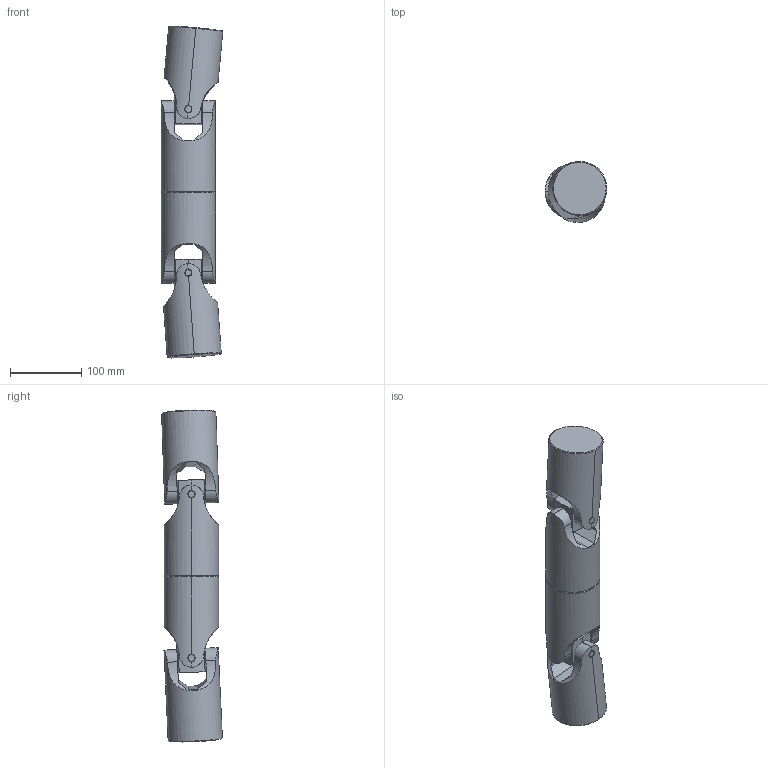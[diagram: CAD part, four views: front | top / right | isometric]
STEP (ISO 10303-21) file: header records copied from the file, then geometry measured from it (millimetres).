
FILE_DESCRIPTION((''),'2;1');
FILE_NAME('DD-14_ASM','2013-05-02T',('ppetruska'),(''),'PRO/ENGINEER BY PARAMETRIC TECHNOLOGY CORPORATION, 2012480','PRO/ENGINEER BY PARAMETRIC TECHNOLOGY CORPORATION, 2012480','');
FILE_SCHEMA(('CONFIG_CONTROL_DESIGN'));
Length unit declared in the file: millimetre
Products named in the file (6): D-14-YOKE; D-14-BLOCK; D-14-MAIN_PIN_; D-14-HALF_PIN; D-14-RIVET_PIN; DD-14_ASM
Assembly tree (14 placements, depth 2):
  DD-14_ASM
    D-14-YOKE  x4
    D-14-BLOCK  x2
    D-14-MAIN_PIN_  x2
    D-14-HALF_PIN  x4
    D-14-RIVET_PIN  x2
Bounding box: 86.42 x 85.22 x 466.04 mm (x, y, z)
Volume: 1760204.3 mm3; surface area: 186603.5 mm2
Topology: 14 solids, 14 shells, 198 faces, 496 edges, 308 vertices
Faces by surface type: cylinder 114, plane 60, cone 24
Entity records: 9017 total; most frequent: CARTESIAN_POINT 7167, DIRECTION 378, ORIENTED_EDGE 344, EDGE_CURVE 172, AXIS2_PLACEMENT_3D 155, VERTEX_POINT 106, EDGE_LOOP 76, FACE_OUTER_BOUND 69
